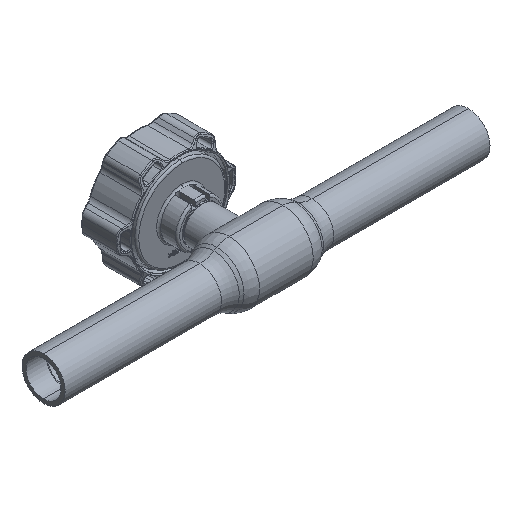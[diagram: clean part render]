
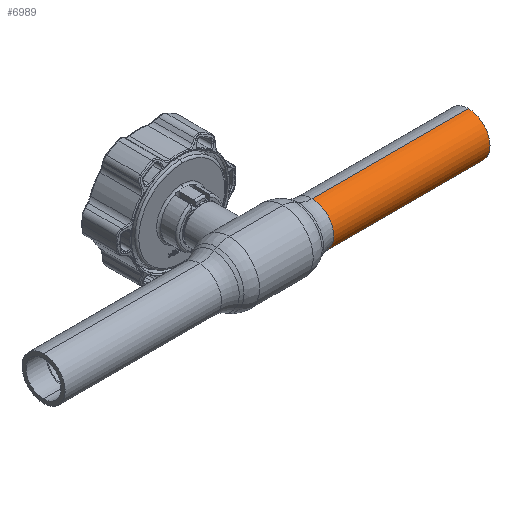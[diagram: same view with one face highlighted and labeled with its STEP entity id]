
A CAD part, isometric view. The second image highlights one B-rep face of the part: STEP entity #6989.
In plain terms, the highlighted cylindrical face has radius 10.65 mm (diameter 21.3 mm), a partial arc.
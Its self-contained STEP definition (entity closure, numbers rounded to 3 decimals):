
#23 = VERTEX_POINT ( 'NONE', #23307 ) ;
#350 = DIRECTION ( 'NONE',  ( -1., 0., 0. ) ) ;
#890 = CARTESIAN_POINT ( 'NONE',  ( -62.69, 0., 10.65 ) ) ;
#1926 = ORIENTED_EDGE ( 'NONE', *, *, #6394, .F. ) ;
#2039 = AXIS2_PLACEMENT_3D ( 'NONE', #24841, #29270, #7143 ) ;
#2881 = VECTOR ( 'NONE', #350, 1000. ) ;
#4054 = CARTESIAN_POINT ( 'NONE',  ( 105., 0., 10.65 ) ) ;
#4160 = CARTESIAN_POINT ( 'NONE',  ( 27.786, 0., 0. ) ) ;
#5334 = CIRCLE ( 'NONE', #23641, 10.65 ) ;
#6135 = ORIENTED_EDGE ( 'NONE', *, *, #14824, .T. ) ;
#6394 = EDGE_CURVE ( 'NONE', #25075, #23, #20654, .T. ) ;
#6744 = DIRECTION ( 'NONE',  ( 0., 0., 1. ) ) ;
#6754 = CARTESIAN_POINT ( 'NONE',  ( 105., 0., 0. ) ) ;
#6989 = ADVANCED_FACE ( 'NONE', ( #9297 ), #19340, .T. ) ;
#7143 = DIRECTION ( 'NONE',  ( 0., 0., 1. ) ) ;
#7663 = CARTESIAN_POINT ( 'NONE',  ( -62.69, 0., -10.65 ) ) ;
#8719 = DIRECTION ( 'NONE',  ( -1., 0., 0. ) ) ;
#9297 = FACE_OUTER_BOUND ( 'NONE', #25696, .T. ) ;
#9812 = VERTEX_POINT ( 'NONE', #27639 ) ;
#10192 = AXIS2_PLACEMENT_3D ( 'NONE', #4160, #8719, #6744 ) ;
#11358 = ORIENTED_EDGE ( 'NONE', *, *, #30307, .F. ) ;
#12298 = CIRCLE ( 'NONE', #10192, 10.65 ) ;
#14824 = EDGE_CURVE ( 'NONE', #31741, #9812, #21053, .T. ) ;
#17369 = VECTOR ( 'NONE', #23173, 1000. ) ;
#19281 = DIRECTION ( 'NONE',  ( 1., 0., 0. ) ) ;
#19340 = CYLINDRICAL_SURFACE ( 'NONE', #2039, 10.65 ) ;
#19603 = EDGE_CURVE ( 'NONE', #31741, #25075, #5334, .T. ) ;
#20592 = ORIENTED_EDGE ( 'NONE', *, *, #19603, .F. ) ;
#20654 = LINE ( 'NONE', #7663, #2881 ) ;
#21053 = LINE ( 'NONE', #890, #17369 ) ;
#23173 = DIRECTION ( 'NONE',  ( -1., 0., 0. ) ) ;
#23307 = CARTESIAN_POINT ( 'NONE',  ( 27.786, 0., -10.65 ) ) ;
#23641 = AXIS2_PLACEMENT_3D ( 'NONE', #6754, #19281, #26927 ) ;
#24841 = CARTESIAN_POINT ( 'NONE',  ( -62.69, 0., 0. ) ) ;
#25075 = VERTEX_POINT ( 'NONE', #28236 ) ;
#25696 = EDGE_LOOP ( 'NONE', ( #1926, #20592, #6135, #11358 ) ) ;
#26927 = DIRECTION ( 'NONE',  ( 0., 0., -1. ) ) ;
#27639 = CARTESIAN_POINT ( 'NONE',  ( 27.786, 0., 10.65 ) ) ;
#28236 = CARTESIAN_POINT ( 'NONE',  ( 105., 0., -10.65 ) ) ;
#29270 = DIRECTION ( 'NONE',  ( -1., 0., 0. ) ) ;
#30307 = EDGE_CURVE ( 'NONE', #23, #9812, #12298, .T. ) ;
#31741 = VERTEX_POINT ( 'NONE', #4054 ) ;
